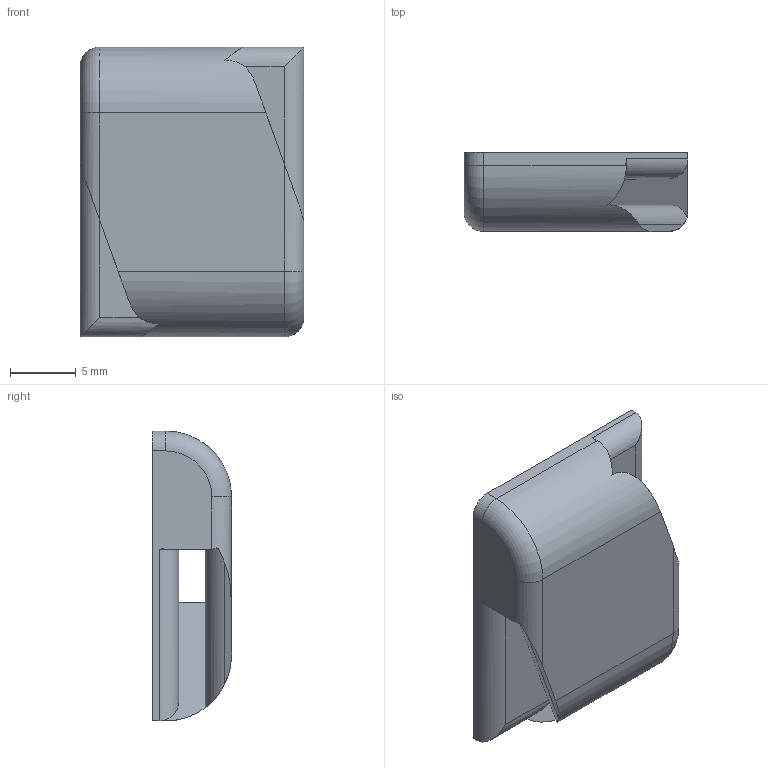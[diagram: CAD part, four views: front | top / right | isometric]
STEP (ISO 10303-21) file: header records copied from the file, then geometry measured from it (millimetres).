
FILE_DESCRIPTION (( 'STEP AP214' ), '1' );
FILE_NAME ('Thumb Rotator Backing.STEP', '2017-11-01T22:53:07', ( '' ), ( '' ), 'SwSTEP 2.0', 'SolidWorks 2016', '' );
FILE_SCHEMA (( 'AUTOMOTIVE_DESIGN' ));
Length unit declared in the file: millimetre
Products named in the file (1): Thumb Rotator Backing
Bounding box: 17 x 6 x 22 mm (x, y, z)
Volume: 1417.1 mm3; surface area: 1458.5 mm2
Topology: 1 solids, 1 shells, 26 faces, 72 edges, 46 vertices
Faces by surface type: plane 12, cylinder 12, torus 2
Entity records: 884 total; most frequent: CARTESIAN_POINT 229, ORIENTED_EDGE 144, DIRECTION 116, EDGE_CURVE 72, VERTEX_POINT 46, LINE 42, VECTOR 42, AXIS2_PLACEMENT_3D 37
